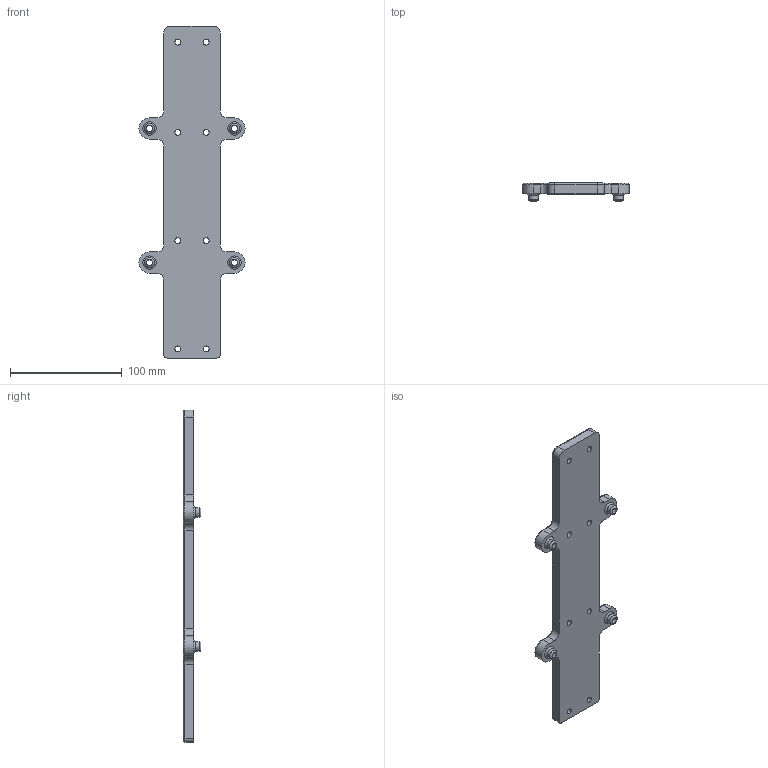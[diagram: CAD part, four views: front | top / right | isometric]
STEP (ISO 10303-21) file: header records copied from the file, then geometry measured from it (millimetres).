
FILE_DESCRIPTION(/* description */ (''),/* implementation_level */ '2;1');
FILE_NAME(/* name */ 'WCP 4in Wheel Tread Guide TOP.stp',/* time_stamp */ '2022-02-20T03:47:05-05:00',/* author */ ('Max Boord'),/* organization */ (''),/* preprocessor_version */ 'ST-DEVELOPER v18.1',/* originating_system */ 'Autodesk Inventor 2022',/* authorisation */ '');
FILE_SCHEMA (('AUTOMOTIVE_DESIGN { 1 0 10303 214 3 1 1 }'));
Length unit declared in the file: inch
Products named in the file (1): WCP 4in Wheel Tread Guide
Bounding box: 95.25 x 15.88 x 297.61 mm (x, y, z)
Volume: 156193.5 mm3; surface area: 43911.5 mm2
Topology: 1 solids, 1 shells, 533 faces, 1411 edges, 930 vertices
Faces by surface type: plane 305, bspline 158, cylinder 48, torus 22
Full cylindrical faces by diameter (mm): 5.334 x12, 8.763 x4
Entity records: 17280 total; most frequent: CARTESIAN_POINT 4919, ORIENTED_EDGE 2822, DIRECTION 1987, EDGE_CURVE 1411, LINE 963, VECTOR 963, VERTEX_POINT 930, EDGE_LOOP 607
